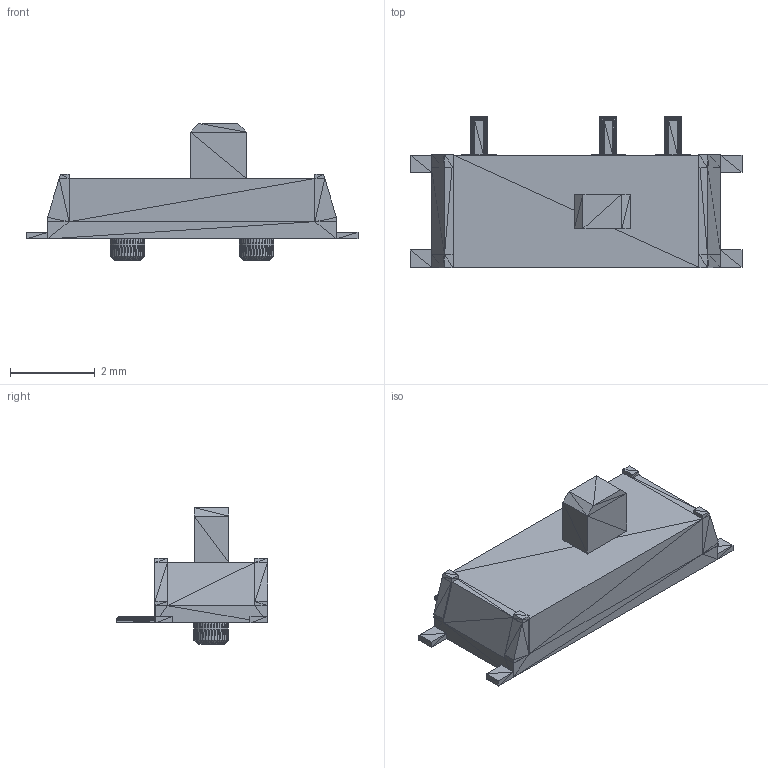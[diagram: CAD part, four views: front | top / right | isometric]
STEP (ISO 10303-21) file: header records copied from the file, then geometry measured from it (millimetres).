
FILE_DESCRIPTION(('FreeCAD Model'),'2;1');
FILE_NAME('Open CASCADE Shape Model','2021-05-03T12:10:17',('Author'),( ''),'Open CASCADE STEP processor 7.4','FreeCAD','Unknown');
FILE_SCHEMA(('AUTOMOTIVE_DESIGN { 1 0 10303 214 1 1 1 1 }'));
Length unit declared in the file: millimetre
Products named in the file (3): Unnamed; Design2_1_Solid006_(Solid)001; Fusion001
Assembly tree (2 placements, depth 2):
  Unnamed
    Design2_1_Solid006_(Solid)001
    Fusion001
Bounding box: 7.82 x 3.57 x 3.23 mm (x, y, z)
Volume: 27 mm3; surface area: 79.9 mm2
Topology: 15 solids, 15 shells, 976 faces, 1464 edges, 518 vertices
Faces by surface type: plane 976
Entity records: 40699 total; most frequent: DIRECTION 6350, CARTESIAN_POINT 5889, LINE 4392, VECTOR 4392, ORIENTED_EDGE 2928, PCURVE 2928, DEFINITIONAL_REPRESENTATION 2928, EDGE_CURVE 1464
